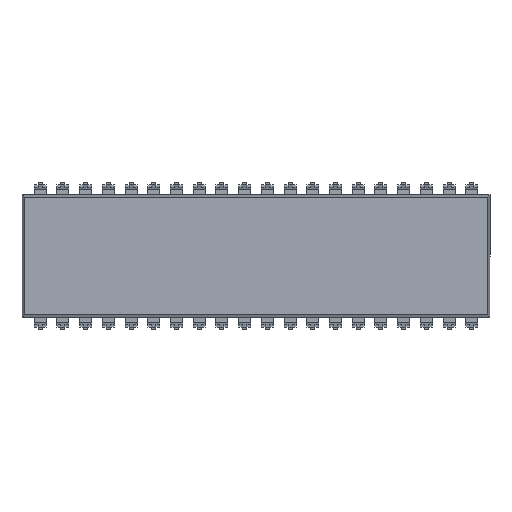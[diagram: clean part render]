
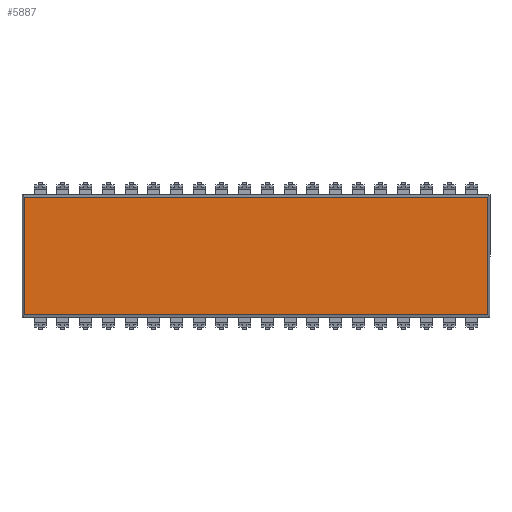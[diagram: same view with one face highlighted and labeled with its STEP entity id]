
A CAD part, front view. The second image highlights one B-rep face of the part: STEP entity #5887.
In plain terms, the highlighted planar face has unit normal (0, -1, 0).
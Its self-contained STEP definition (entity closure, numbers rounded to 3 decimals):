
#237 = EDGE_CURVE ( 'NONE', #12900, #13281, #8437, .T. ) ;
#1148 = LINE ( 'NONE', #2182, #13052 ) ;
#1961 = EDGE_CURVE ( 'NONE', #12305, #12900, #1148, .T. ) ;
#2182 = CARTESIAN_POINT ( 'NONE',  ( -26.162, 0.381, -6.585 ) ) ;
#2290 = FACE_OUTER_BOUND ( 'NONE', #9845, .T. ) ;
#3556 = CARTESIAN_POINT ( 'NONE',  ( 26.162, 0.381, 6.585 ) ) ;
#4018 = ORIENTED_EDGE ( 'NONE', *, *, #13999, .T. ) ;
#4442 = ORIENTED_EDGE ( 'NONE', *, *, #1961, .T. ) ;
#4994 = DIRECTION ( 'NONE',  ( -1., 0., 0. ) ) ;
#5277 = ORIENTED_EDGE ( 'NONE', *, *, #237, .T. ) ;
#5290 = PLANE ( 'NONE',  #8131 ) ;
#5887 = ADVANCED_FACE ( 'NONE', ( #2290 ), #5290, .T. ) ;
#6377 = VECTOR ( 'NONE', #4994, 1000. ) ;
#6804 = VERTEX_POINT ( 'NONE', #12716 ) ;
#7230 = LINE ( 'NONE', #3556, #6377 ) ;
#8131 = AXIS2_PLACEMENT_3D ( 'NONE', #14939, #13351, #10629 ) ;
#8335 = DIRECTION ( 'NONE',  ( 0., 0., -1. ) ) ;
#8437 = LINE ( 'NONE', #13333, #16796 ) ;
#8890 = VECTOR ( 'NONE', #8335, 1000. ) ;
#9424 = DIRECTION ( 'NONE',  ( 0., 0., 1. ) ) ;
#9845 = EDGE_LOOP ( 'NONE', ( #4442, #5277, #4018, #11754 ) ) ;
#10629 = DIRECTION ( 'NONE',  ( 0., 0., -1. ) ) ;
#10846 = CARTESIAN_POINT ( 'NONE',  ( 25.889, 0.381, 6.585 ) ) ;
#11754 = ORIENTED_EDGE ( 'NONE', *, *, #16089, .T. ) ;
#12305 = VERTEX_POINT ( 'NONE', #16814 ) ;
#12450 = CARTESIAN_POINT ( 'NONE',  ( -25.889, 0.381, 6.858 ) ) ;
#12716 = CARTESIAN_POINT ( 'NONE',  ( -25.889, 0.381, 6.585 ) ) ;
#12900 = VERTEX_POINT ( 'NONE', #13717 ) ;
#13032 = DIRECTION ( 'NONE',  ( 1., 0., 0. ) ) ;
#13052 = VECTOR ( 'NONE', #13032, 1000. ) ;
#13281 = VERTEX_POINT ( 'NONE', #10846 ) ;
#13333 = CARTESIAN_POINT ( 'NONE',  ( 25.889, 0.381, -6.858 ) ) ;
#13351 = DIRECTION ( 'NONE',  ( 0., -1., 0. ) ) ;
#13354 = LINE ( 'NONE', #12450, #8890 ) ;
#13717 = CARTESIAN_POINT ( 'NONE',  ( 25.889, 0.381, -6.585 ) ) ;
#13999 = EDGE_CURVE ( 'NONE', #13281, #6804, #7230, .T. ) ;
#14939 = CARTESIAN_POINT ( 'NONE',  ( 0., 0.381, 0. ) ) ;
#16089 = EDGE_CURVE ( 'NONE', #6804, #12305, #13354, .T. ) ;
#16796 = VECTOR ( 'NONE', #9424, 1000. ) ;
#16814 = CARTESIAN_POINT ( 'NONE',  ( -25.889, 0.381, -6.585 ) ) ;
